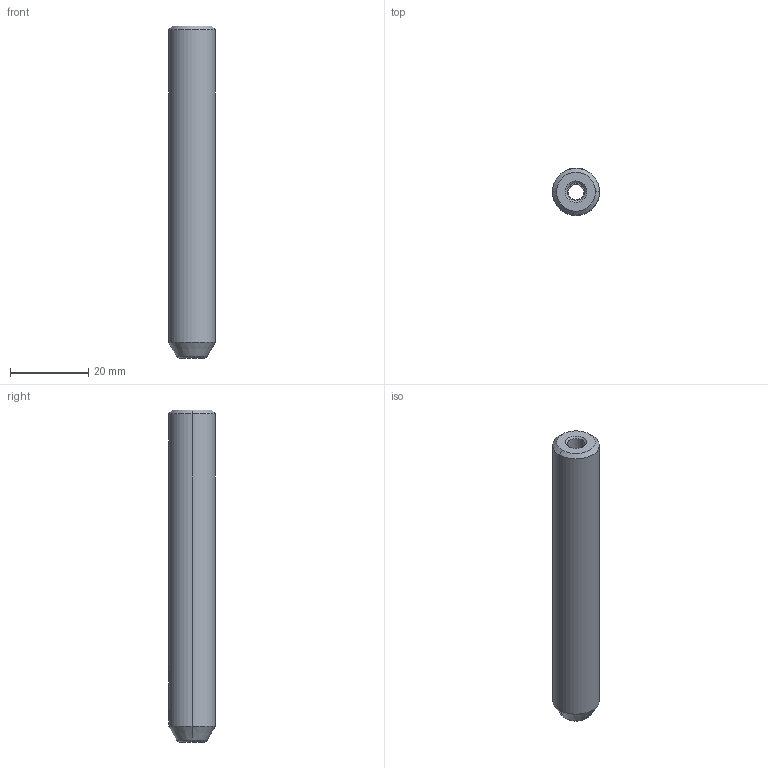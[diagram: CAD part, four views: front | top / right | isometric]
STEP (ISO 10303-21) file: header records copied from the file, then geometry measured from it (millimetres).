
FILE_DESCRIPTION(('no description'),'unknown implementation level');
FILE_NAME('481F4AAE-D6AB-4FCC-A209-BB408F400A55_export.stp',' ',('CIMSOURCE GmbH'),('CADClick - KiM GmbH - www.kimweb.de'),'unknown preprocess','ACIS','unknown authorization');
FILE_SCHEMA(('automotive_design'));
Length unit declared in the file: millimetre
Products named in the file (3): 613.324 Kaiser RB 12_4 X 85|690.459 Kaiser ETL M4 X 3,5D_Standard;NONE; 613.324 Kaiser RB 12_4 X 85|613.324 Kaiser RB 12_4 X 85_Standard;NONE
Bounding box: 12 x 12 x 85 mm (x, y, z)
Volume: 8144 mm3; surface area: 4641.7 mm2
Topology: 3 solids, 3 shells, 71 faces, 154 edges, 88 vertices
Faces by surface type: plane 31, cone 24, cylinder 14, torus 2
Entity records: 3945 total; most frequent: CARTESIAN_POINT 549, DIRECTION 352, STYLED_ITEM 312, PRESENTATION_STYLE_ASSIGNMENT 312, COLOUR_RGB 312, ORIENTED_EDGE 300, EDGE_CURVE 150, CURVE_STYLE 150
